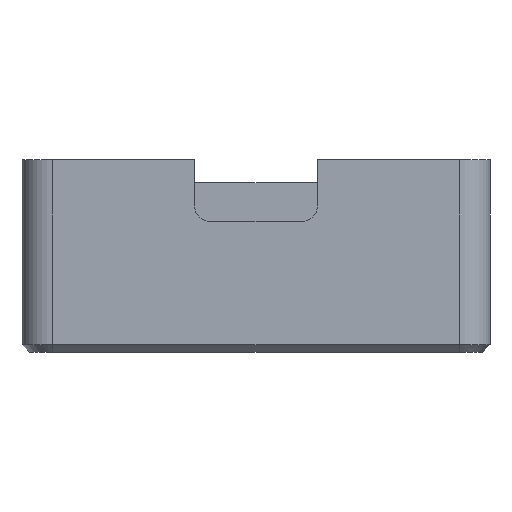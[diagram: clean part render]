
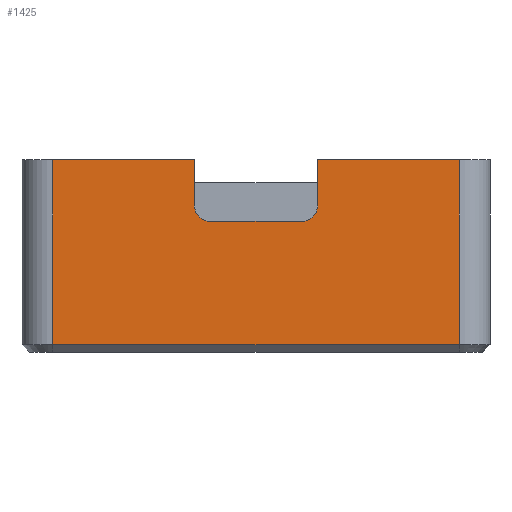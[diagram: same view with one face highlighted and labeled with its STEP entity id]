
A CAD part, front view. The second image highlights one B-rep face of the part: STEP entity #1425.
In plain terms, the highlighted planar face has unit normal (0, -1, 0).
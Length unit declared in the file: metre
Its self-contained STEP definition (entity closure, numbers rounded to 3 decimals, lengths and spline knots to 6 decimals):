
#44=LINE('',#2173,#178);
#104=LINE('',#2358,#238);
#105=LINE('',#2361,#239);
#106=LINE('',#2363,#240);
#107=LINE('',#2364,#241);
#108=LINE('',#2368,#242);
#109=LINE('',#2372,#243);
#110=LINE('',#2374,#244);
#178=VECTOR('',#1720,1.);
#238=VECTOR('',#1872,1.);
#239=VECTOR('',#1873,1.);
#240=VECTOR('',#1874,1.);
#241=VECTOR('',#1875,1.);
#242=VECTOR('',#1878,1.);
#243=VECTOR('',#1881,1.);
#244=VECTOR('',#1882,1.);
#312=PLANE('',#1573);
#483=ORIENTED_EDGE('',*,*,#875,.T.);
#484=ORIENTED_EDGE('',*,*,#876,.T.);
#485=ORIENTED_EDGE('',*,*,#877,.T.);
#486=ORIENTED_EDGE('',*,*,#783,.F.);
#487=ORIENTED_EDGE('',*,*,#878,.F.);
#488=ORIENTED_EDGE('',*,*,#879,.T.);
#489=ORIENTED_EDGE('',*,*,#880,.F.);
#490=ORIENTED_EDGE('',*,*,#881,.T.);
#491=ORIENTED_EDGE('',*,*,#882,.T.);
#492=ORIENTED_EDGE('',*,*,#883,.F.);
#783=EDGE_CURVE('',#987,#988,#44,.T.);
#875=EDGE_CURVE('',#1067,#1068,#104,.T.);
#876=EDGE_CURVE('',#1068,#1069,#105,.T.);
#877=EDGE_CURVE('',#1069,#988,#106,.F.);
#878=EDGE_CURVE('',#1070,#987,#107,.T.);
#879=EDGE_CURVE('',#1070,#1071,#1143,.T.);
#880=EDGE_CURVE('',#1072,#1071,#108,.T.);
#881=EDGE_CURVE('',#1072,#1073,#1144,.T.);
#882=EDGE_CURVE('',#1073,#1074,#109,.T.);
#883=EDGE_CURVE('',#1067,#1074,#110,.T.);
#987=VERTEX_POINT('',#2172);
#988=VERTEX_POINT('',#2174);
#1067=VERTEX_POINT('',#2359);
#1068=VERTEX_POINT('',#2360);
#1069=VERTEX_POINT('',#2362);
#1070=VERTEX_POINT('',#2365);
#1071=VERTEX_POINT('',#2367);
#1072=VERTEX_POINT('',#2369);
#1073=VERTEX_POINT('',#2371);
#1074=VERTEX_POINT('',#2373);
#1143=CIRCLE('',#1574,0.001);
#1144=CIRCLE('',#1575,0.001);
#1194=EDGE_LOOP('',(#483,#484,#485,#486,#487,#488,#489,#490,#491,#492));
#1300=FACE_BOUND('',#1194,.T.);
#1425=ADVANCED_FACE('',(#1300),#312,.F.);
#1573=AXIS2_PLACEMENT_3D('',#2357,#1870,#1871);
#1574=AXIS2_PLACEMENT_3D('',#2366,#1876,#1877);
#1575=AXIS2_PLACEMENT_3D('',#2370,#1879,#1880);
#1720=DIRECTION('',(1.,0.,0.));
#1870=DIRECTION('',(0.,1.,0.));
#1871=DIRECTION('',(0.,0.,1.));
#1872=DIRECTION('',(0.,0.,-1.));
#1873=DIRECTION('',(1.,0.,0.));
#1874=DIRECTION('',(0.,0.,-1.));
#1875=DIRECTION('',(0.,0.,1.));
#1876=DIRECTION('',(0.,1.,0.));
#1877=DIRECTION('',(0.,0.,1.));
#1878=DIRECTION('',(1.,0.,0.));
#1879=DIRECTION('',(0.,1.,0.));
#1880=DIRECTION('',(0.,0.,1.));
#1881=DIRECTION('',(0.,0.,1.));
#1882=DIRECTION('',(1.,0.,0.));
#2172=CARTESIAN_POINT('',(0.004,-0.0359,0.0125));
#2173=CARTESIAN_POINT('',(0.,-0.0359,0.0125));
#2174=CARTESIAN_POINT('',(0.0132,-0.0359,0.0125));
#2357=CARTESIAN_POINT('',(0.,-0.0359,0.0125));
#2358=CARTESIAN_POINT('',(-0.0132,-0.0359,0.));
#2359=CARTESIAN_POINT('',(-0.0132,-0.0359,0.0125));
#2360=CARTESIAN_POINT('',(-0.0132,-0.0359,0.0005));
#2361=CARTESIAN_POINT('',(0.,-0.0359,0.0005));
#2362=CARTESIAN_POINT('',(0.0132,-0.0359,0.0005));
#2363=CARTESIAN_POINT('',(0.0132,-0.0359,0.0125));
#2364=CARTESIAN_POINT('',(0.004,-0.0359,0.0125));
#2365=CARTESIAN_POINT('',(0.004,-0.0359,0.0095));
#2366=CARTESIAN_POINT('',(0.003,-0.0359,0.0095));
#2367=CARTESIAN_POINT('',(0.003,-0.0359,0.0085));
#2368=CARTESIAN_POINT('',(0.,-0.0359,0.0085));
#2369=CARTESIAN_POINT('',(-0.003,-0.0359,0.0085));
#2370=CARTESIAN_POINT('',(-0.003,-0.0359,0.0095));
#2371=CARTESIAN_POINT('',(-0.004,-0.0359,0.0095));
#2372=CARTESIAN_POINT('',(-0.004,-0.0359,0.0125));
#2373=CARTESIAN_POINT('',(-0.004,-0.0359,0.0125));
#2374=CARTESIAN_POINT('',(0.,-0.0359,0.0125));
